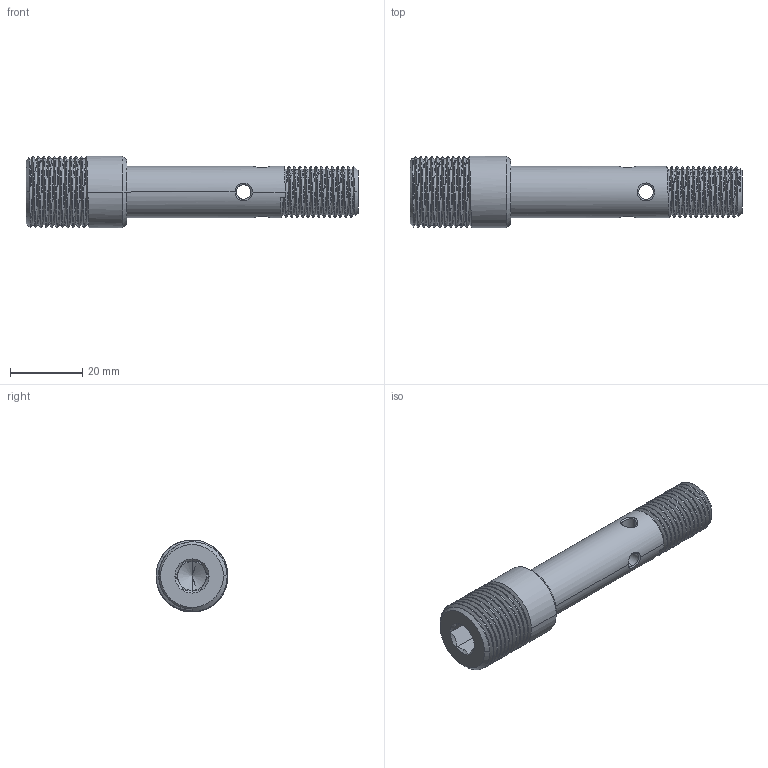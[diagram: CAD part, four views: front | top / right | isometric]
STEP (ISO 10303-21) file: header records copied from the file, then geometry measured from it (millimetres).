
FILE_DESCRIPTION (( 'STEP AP214' ), '1' );
FILE_NAME ('FT5025.STEP', '2025-05-19T16:22:06', ( '' ), ( '' ), 'SwSTEP 2.0', 'SolidWorks 2023', '' );
FILE_SCHEMA (( 'AUTOMOTIVE_DESIGN' ));
Length unit declared in the file: inch
Products named in the file (1): FT5025
Bounding box: 92.2 x 19.99 x 19.99 mm (x, y, z)
Volume: 15577 mm3; surface area: 7488.8 mm2
Topology: 1 solids, 1 shells, 103 faces, 293 edges, 188 vertices
Faces by surface type: cylinder 61, bspline 14, cone 14, plane 14
Entity records: 13643 total; most frequent: CARTESIAN_POINT 11401, ORIENTED_EDGE 578, DIRECTION 319, EDGE_CURVE 289, VERTEX_POINT 188, AXIS2_PLACEMENT_3D 112, EDGE_LOOP 111, FACE_OUTER_BOUND 103
